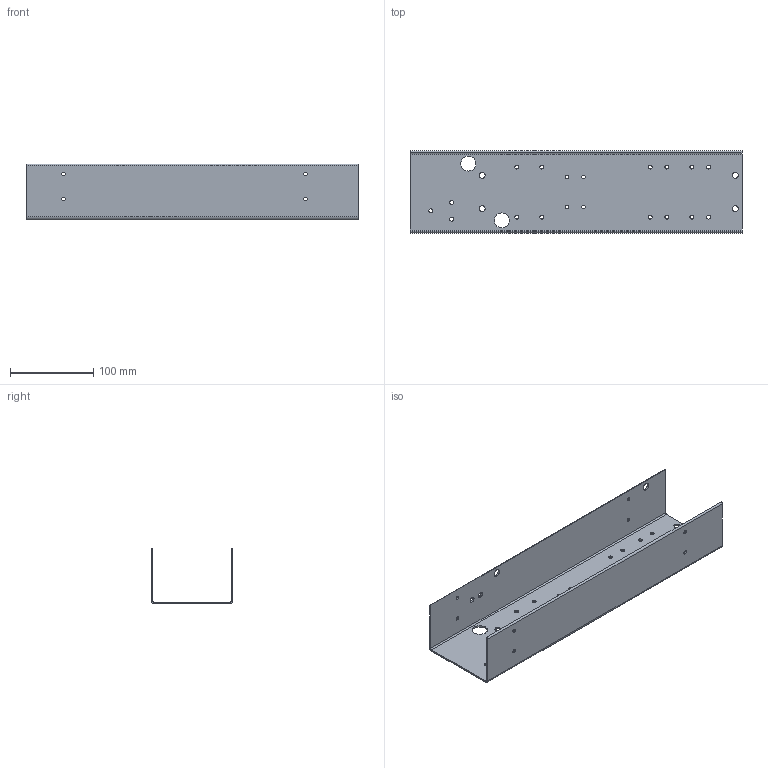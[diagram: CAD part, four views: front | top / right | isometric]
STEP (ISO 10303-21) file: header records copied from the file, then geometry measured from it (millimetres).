
FILE_DESCRIPTION (( 'STEP AP203' ), '1' );
FILE_NAME ('left_spine_back_Default_sldprt.STEP', '2024-06-10T11:30:47', ( '' ), ( '' ), 'SwSTEP 2.0', 'SolidWorks 2020', '' );
FILE_SCHEMA (( 'CONFIG_CONTROL_DESIGN' ));
Length unit declared in the file: millimetre
Products named in the file (1): left_spine_back_Default_sldprt
Bounding box: 398 x 98.2 x 67 mm (x, y, z)
Volume: 176587.1 mm3; surface area: 180451.7 mm2
Topology: 1 solids, 1 shells, 96 faces, 266 edges, 172 vertices
Faces by surface type: cylinder 80, plane 16
Entity records: 3367 total; most frequent: DIRECTION 620, CARTESIAN_POINT 535, ORIENTED_EDGE 532, EDGE_CURVE 266, AXIS2_PLACEMENT_3D 257, VERTEX_POINT 172, EDGE_LOOP 170, CIRCLE 160
